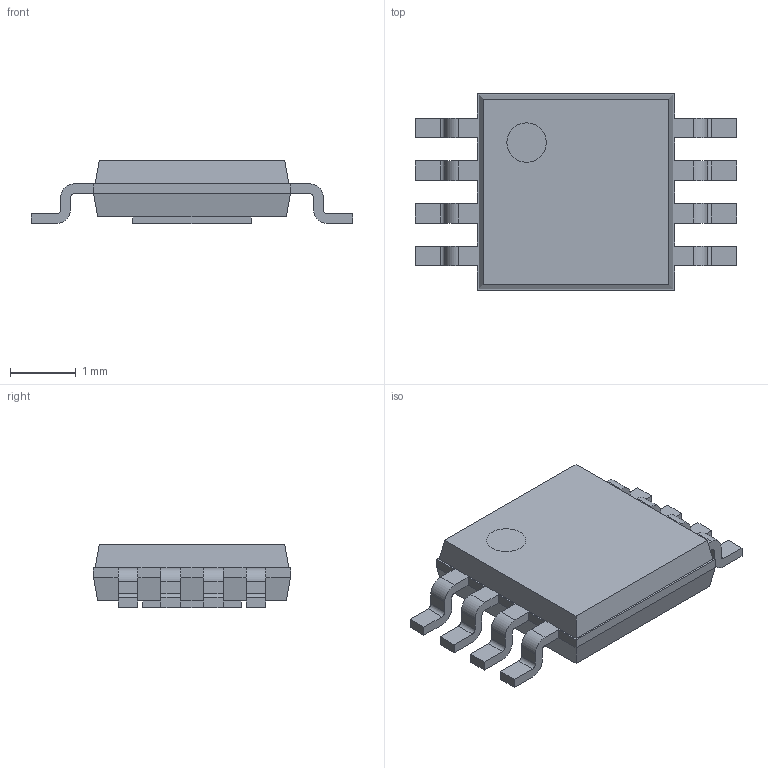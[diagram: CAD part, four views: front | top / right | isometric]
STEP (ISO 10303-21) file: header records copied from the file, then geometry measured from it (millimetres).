
FILE_DESCRIPTION(/* description */ ('model of MSOP-8-1EP_3x3mm_P0.65mm_EP1.5x1.8mm'),/* implementation_level */ '2;1');
FILE_NAME(/* name */ 'MSOP-8-1EP_3x3mm_P0.65mm_EP1.5x1.8mm.step',/* time_stamp */ '2024-02-26T00:40:17',/* author */ ('KiCAD','kicad'),/* organization */ ('OCCT'),/* preprocessor_version */ '',/* originating_system */ 'KiCAD',/* authorisation */ '');
FILE_SCHEMA(('AUTOMOTIVE_DESIGN { 1 0 10303 214 1 1 1 1 }'));
Length unit declared in the file: millimetre
Products named in the file (1): MSOP-8-1EP_3x3mm_P0.65mm_EP1.5x1.8mm
Bounding box: 4.9 x 3 x 0.96 mm (x, y, z)
Volume: 8.1 mm3; surface area: 36.7 mm2
Topology: 1 solids, 1 shells, 140 faces, 373 edges, 237 vertices
Faces by surface type: plane 100, cylinder 32, bspline 8
Entity records: 5544 total; most frequent: CARTESIAN_POINT 787, ORIENTED_EDGE 746, DIRECTION 692, EDGE_CURVE 373, LINE 296, VECTOR 296, VERTEX_POINT 237, AXIS2_PLACEMENT_3D 198
